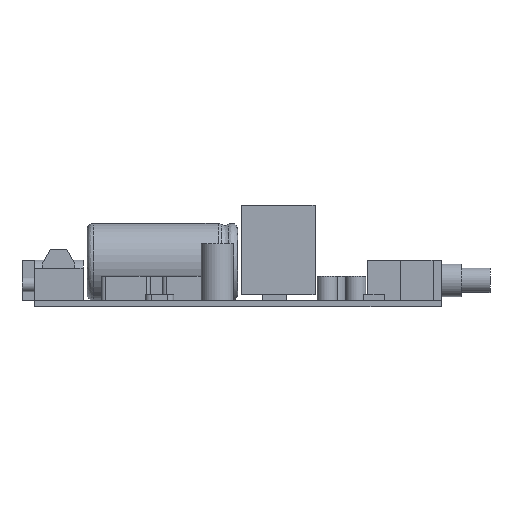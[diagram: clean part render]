
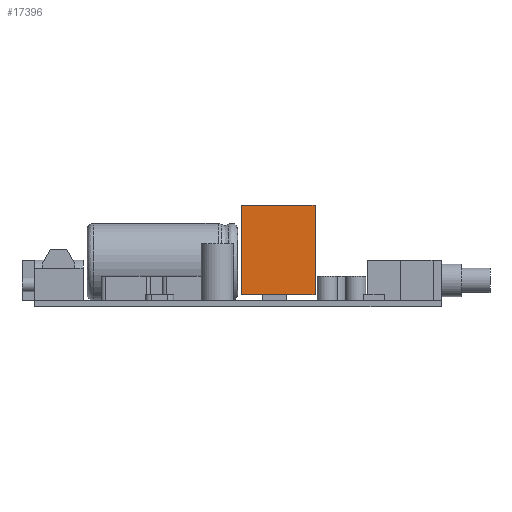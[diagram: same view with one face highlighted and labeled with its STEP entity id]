
A CAD part, left-side view. The second image highlights one B-rep face of the part: STEP entity #17396.
In plain terms, the highlighted planar face has unit normal (-1, 0, 0).
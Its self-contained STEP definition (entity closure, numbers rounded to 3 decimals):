
#11336 = PLANE('',#11337);
#11337 = AXIS2_PLACEMENT_3D('',#11338,#11339,#11340);
#11338 = CARTESIAN_POINT('',(1.,31.,3.));
#11339 = DIRECTION('',(0.,0.,-1.));
#11340 = DIRECTION('',(1.,0.,0.));
#14605 = EDGE_CURVE('',#14606,#14608,#14610,.T.);
#14606 = VERTEX_POINT('',#14607);
#14607 = CARTESIAN_POINT('',(1.,31.,3.));
#14608 = VERTEX_POINT('',#14609);
#14609 = CARTESIAN_POINT('',(1.,49.,3.));
#14610 = SURFACE_CURVE('',#14611,(#14615,#14622),.PCURVE_S1.);
#14611 = LINE('',#14612,#14613);
#14612 = CARTESIAN_POINT('',(1.,31.,3.));
#14613 = VECTOR('',#14614,1.);
#14614 = DIRECTION('',(0.,1.,0.));
#14615 = PCURVE('',#11336,#14616);
#14616 = DEFINITIONAL_REPRESENTATION('',(#14617),#14621);
#14617 = LINE('',#14618,#14619);
#14618 = CARTESIAN_POINT('',(0.,0.));
#14619 = VECTOR('',#14620,1.);
#14620 = DIRECTION('',(0.,-1.));
#14621 = ( GEOMETRIC_REPRESENTATION_CONTEXT(2) 
PARAMETRIC_REPRESENTATION_CONTEXT() REPRESENTATION_CONTEXT('2D SPACE',''
  ) );
#14622 = PCURVE('',#14623,#14628);
#14623 = PLANE('',#14624);
#14624 = AXIS2_PLACEMENT_3D('',#14625,#14626,#14627);
#14625 = CARTESIAN_POINT('',(1.,31.,25.));
#14626 = DIRECTION('',(-1.,0.,0.));
#14627 = DIRECTION('',(0.,0.,-1.));
#14628 = DEFINITIONAL_REPRESENTATION('',(#14629),#14633);
#14629 = LINE('',#14630,#14631);
#14630 = CARTESIAN_POINT('',(22.,0.));
#14631 = VECTOR('',#14632,1.);
#14632 = DIRECTION('',(0.,-1.));
#14633 = ( GEOMETRIC_REPRESENTATION_CONTEXT(2) 
PARAMETRIC_REPRESENTATION_CONTEXT() REPRESENTATION_CONTEXT('2D SPACE',''
  ) );
#14651 = PLANE('',#14652);
#14652 = AXIS2_PLACEMENT_3D('',#14653,#14654,#14655);
#14653 = CARTESIAN_POINT('',(43.5,49.,5.5));
#14654 = DIRECTION('',(0.,1.,0.));
#14655 = DIRECTION('',(0.,0.,1.));
#14705 = PLANE('',#14706);
#14706 = AXIS2_PLACEMENT_3D('',#14707,#14708,#14709);
#14707 = CARTESIAN_POINT('',(43.5,31.,5.5));
#14708 = DIRECTION('',(0.,1.,0.));
#14709 = DIRECTION('',(0.,0.,1.));
#17396 = ADVANCED_FACE('',(#17397),#14623,.T.);
#17397 = FACE_BOUND('',#17398,.T.);
#17398 = EDGE_LOOP('',(#17399,#17429,#17450,#17451));
#17399 = ORIENTED_EDGE('',*,*,#17400,.T.);
#17400 = EDGE_CURVE('',#17401,#17403,#17405,.T.);
#17401 = VERTEX_POINT('',#17402);
#17402 = CARTESIAN_POINT('',(1.,31.,25.));
#17403 = VERTEX_POINT('',#17404);
#17404 = CARTESIAN_POINT('',(1.,49.,25.));
#17405 = SURFACE_CURVE('',#17406,(#17410,#17417),.PCURVE_S1.);
#17406 = LINE('',#17407,#17408);
#17407 = CARTESIAN_POINT('',(1.,31.,25.));
#17408 = VECTOR('',#17409,1.);
#17409 = DIRECTION('',(0.,1.,0.));
#17410 = PCURVE('',#14623,#17411);
#17411 = DEFINITIONAL_REPRESENTATION('',(#17412),#17416);
#17412 = LINE('',#17413,#17414);
#17413 = CARTESIAN_POINT('',(0.,0.));
#17414 = VECTOR('',#17415,1.);
#17415 = DIRECTION('',(0.,-1.));
#17416 = ( GEOMETRIC_REPRESENTATION_CONTEXT(2) 
PARAMETRIC_REPRESENTATION_CONTEXT() REPRESENTATION_CONTEXT('2D SPACE',''
  ) );
#17417 = PCURVE('',#17418,#17423);
#17418 = PLANE('',#17419);
#17419 = AXIS2_PLACEMENT_3D('',#17420,#17421,#17422);
#17420 = CARTESIAN_POINT('',(3.5,31.,25.));
#17421 = DIRECTION('',(0.,0.,1.));
#17422 = DIRECTION('',(-1.,0.,0.));
#17423 = DEFINITIONAL_REPRESENTATION('',(#17424),#17428);
#17424 = LINE('',#17425,#17426);
#17425 = CARTESIAN_POINT('',(2.5,0.));
#17426 = VECTOR('',#17427,1.);
#17427 = DIRECTION('',(0.,-1.));
#17428 = ( GEOMETRIC_REPRESENTATION_CONTEXT(2) 
PARAMETRIC_REPRESENTATION_CONTEXT() REPRESENTATION_CONTEXT('2D SPACE',''
  ) );
#17429 = ORIENTED_EDGE('',*,*,#17430,.T.);
#17430 = EDGE_CURVE('',#17403,#14608,#17431,.T.);
#17431 = SURFACE_CURVE('',#17432,(#17436,#17443),.PCURVE_S1.);
#17432 = LINE('',#17433,#17434);
#17433 = CARTESIAN_POINT('',(1.,49.,25.));
#17434 = VECTOR('',#17435,1.);
#17435 = DIRECTION('',(0.,0.,-1.));
#17436 = PCURVE('',#14623,#17437);
#17437 = DEFINITIONAL_REPRESENTATION('',(#17438),#17442);
#17438 = LINE('',#17439,#17440);
#17439 = CARTESIAN_POINT('',(0.,-18.));
#17440 = VECTOR('',#17441,1.);
#17441 = DIRECTION('',(1.,0.));
#17442 = ( GEOMETRIC_REPRESENTATION_CONTEXT(2) 
PARAMETRIC_REPRESENTATION_CONTEXT() REPRESENTATION_CONTEXT('2D SPACE',''
  ) );
#17443 = PCURVE('',#14651,#17444);
#17444 = DEFINITIONAL_REPRESENTATION('',(#17445),#17449);
#17445 = LINE('',#17446,#17447);
#17446 = CARTESIAN_POINT('',(19.5,-42.5));
#17447 = VECTOR('',#17448,1.);
#17448 = DIRECTION('',(-1.,0.));
#17449 = ( GEOMETRIC_REPRESENTATION_CONTEXT(2) 
PARAMETRIC_REPRESENTATION_CONTEXT() REPRESENTATION_CONTEXT('2D SPACE',''
  ) );
#17450 = ORIENTED_EDGE('',*,*,#14605,.F.);
#17451 = ORIENTED_EDGE('',*,*,#17452,.F.);
#17452 = EDGE_CURVE('',#17401,#14606,#17453,.T.);
#17453 = SURFACE_CURVE('',#17454,(#17458,#17465),.PCURVE_S1.);
#17454 = LINE('',#17455,#17456);
#17455 = CARTESIAN_POINT('',(1.,31.,25.));
#17456 = VECTOR('',#17457,1.);
#17457 = DIRECTION('',(0.,0.,-1.));
#17458 = PCURVE('',#14623,#17459);
#17459 = DEFINITIONAL_REPRESENTATION('',(#17460),#17464);
#17460 = LINE('',#17461,#17462);
#17461 = CARTESIAN_POINT('',(0.,0.));
#17462 = VECTOR('',#17463,1.);
#17463 = DIRECTION('',(1.,0.));
#17464 = ( GEOMETRIC_REPRESENTATION_CONTEXT(2) 
PARAMETRIC_REPRESENTATION_CONTEXT() REPRESENTATION_CONTEXT('2D SPACE',''
  ) );
#17465 = PCURVE('',#14705,#17466);
#17466 = DEFINITIONAL_REPRESENTATION('',(#17467),#17471);
#17467 = LINE('',#17468,#17469);
#17468 = CARTESIAN_POINT('',(19.5,-42.5));
#17469 = VECTOR('',#17470,1.);
#17470 = DIRECTION('',(-1.,0.));
#17471 = ( GEOMETRIC_REPRESENTATION_CONTEXT(2) 
PARAMETRIC_REPRESENTATION_CONTEXT() REPRESENTATION_CONTEXT('2D SPACE',''
  ) );
